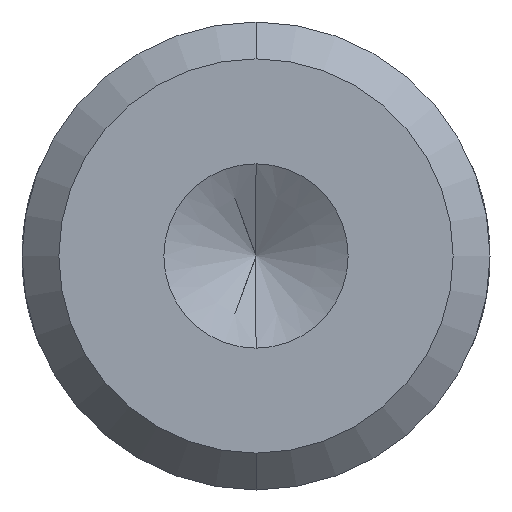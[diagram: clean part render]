
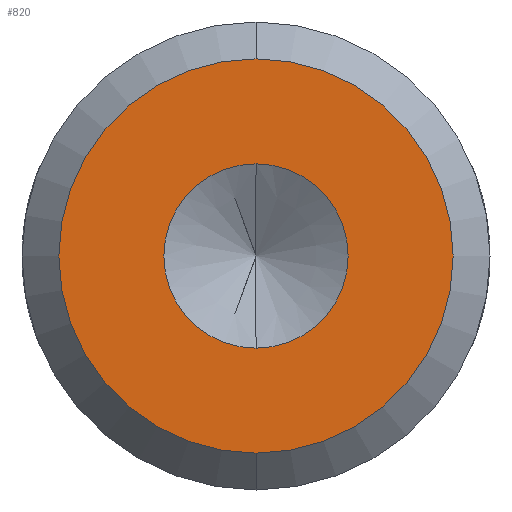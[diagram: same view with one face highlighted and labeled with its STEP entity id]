
A CAD part, front view. The second image highlights one B-rep face of the part: STEP entity #820.
In plain terms, the highlighted planar face has unit normal (0, -1, 0).
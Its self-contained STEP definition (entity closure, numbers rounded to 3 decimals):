
#12 = DIRECTION ( 'NONE',  ( 0., 0., -1. ) ) ;
#57 = EDGE_CURVE ( 'NONE', #593, #151, #63, .T. ) ;
#63 = CIRCLE ( 'NONE', #998, 5.35 ) ;
#64 = PLANE ( 'NONE',  #569 ) ;
#68 = CARTESIAN_POINT ( 'NONE',  ( 0., 0., -2.5 ) ) ;
#137 = DIRECTION ( 'NONE',  ( 0., -1., 0. ) ) ;
#151 = VERTEX_POINT ( 'NONE', #632 ) ;
#169 = CARTESIAN_POINT ( 'NONE',  ( 0., 0., -5.35 ) ) ;
#223 = CARTESIAN_POINT ( 'NONE',  ( 0., 0., 0. ) ) ;
#244 = ORIENTED_EDGE ( 'NONE', *, *, #57, .T. ) ;
#333 = CARTESIAN_POINT ( 'NONE',  ( 0., 0., 0. ) ) ;
#344 = AXIS2_PLACEMENT_3D ( 'NONE', #761, #995, #605 ) ;
#369 = CIRCLE ( 'NONE', #344, 2.5 ) ;
#391 = DIRECTION ( 'NONE',  ( 0., -1., 0. ) ) ;
#392 = FACE_OUTER_BOUND ( 'NONE', #744, .T. ) ;
#453 = DIRECTION ( 'NONE',  ( 0., 0., -1. ) ) ;
#470 = AXIS2_PLACEMENT_3D ( 'NONE', #223, #137, #453 ) ;
#492 = DIRECTION ( 'NONE',  ( 0., -1., 0. ) ) ;
#546 = CIRCLE ( 'NONE', #470, 2.5 ) ;
#555 = ORIENTED_EDGE ( 'NONE', *, *, #899, .F. ) ;
#569 = AXIS2_PLACEMENT_3D ( 'NONE', #686, #843, #758 ) ;
#593 = VERTEX_POINT ( 'NONE', #169 ) ;
#605 = DIRECTION ( 'NONE',  ( 0., 0., -1. ) ) ;
#627 = CARTESIAN_POINT ( 'NONE',  ( 0., 0., 2.5 ) ) ;
#632 = CARTESIAN_POINT ( 'NONE',  ( 0., 0., 5.35 ) ) ;
#665 = ORIENTED_EDGE ( 'NONE', *, *, #875, .F. ) ;
#675 = VERTEX_POINT ( 'NONE', #627 ) ;
#683 = ORIENTED_EDGE ( 'NONE', *, *, #949, .T. ) ;
#686 = CARTESIAN_POINT ( 'NONE',  ( 0., 0., 0. ) ) ;
#744 = EDGE_LOOP ( 'NONE', ( #683, #244 ) ) ;
#750 = CIRCLE ( 'NONE', #781, 5.35 ) ;
#758 = DIRECTION ( 'NONE',  ( 0., 0., 1. ) ) ;
#761 = CARTESIAN_POINT ( 'NONE',  ( 0., 0., 0. ) ) ;
#781 = AXIS2_PLACEMENT_3D ( 'NONE', #848, #391, #12 ) ;
#820 = ADVANCED_FACE ( 'NONE', ( #957, #392 ), #64, .F. ) ;
#835 = EDGE_LOOP ( 'NONE', ( #665, #555 ) ) ;
#843 = DIRECTION ( 'NONE',  ( 0., 1., 0. ) ) ;
#848 = CARTESIAN_POINT ( 'NONE',  ( 0., 0., 0. ) ) ;
#856 = DIRECTION ( 'NONE',  ( 0., 0., -1. ) ) ;
#875 = EDGE_CURVE ( 'NONE', #906, #675, #369, .T. ) ;
#899 = EDGE_CURVE ( 'NONE', #675, #906, #546, .T. ) ;
#906 = VERTEX_POINT ( 'NONE', #68 ) ;
#949 = EDGE_CURVE ( 'NONE', #151, #593, #750, .T. ) ;
#957 = FACE_BOUND ( 'NONE', #835, .T. ) ;
#995 = DIRECTION ( 'NONE',  ( 0., -1., 0. ) ) ;
#998 = AXIS2_PLACEMENT_3D ( 'NONE', #333, #492, #856 ) ;
